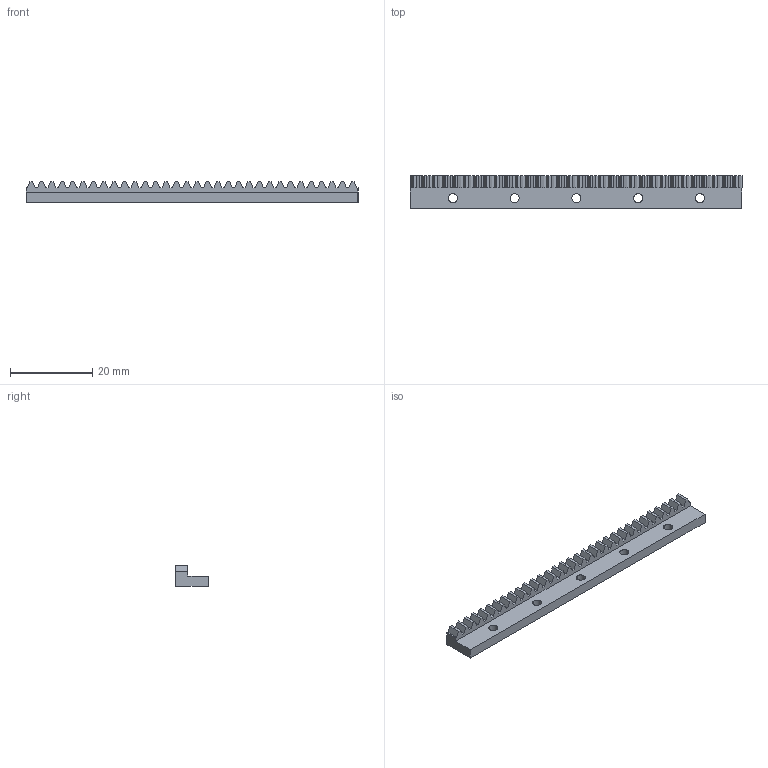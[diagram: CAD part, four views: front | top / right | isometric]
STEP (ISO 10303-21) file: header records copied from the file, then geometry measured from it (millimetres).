
FILE_DESCRIPTION((''),'2;1');
FILE_NAME('','2005-04-20T11:20:29',(''),(''),'','CADfix','');
FILE_SCHEMA(('AUTOMOTIVE_DESIGN'));
Length unit declared in the file: millimetre
Products named in the file (1): rack
Bounding box: 80.64 x 8 x 5 mm (x, y, z)
Volume: 1988.6 mm3; surface area: 2261.5 mm2
Topology: 1 solids, 1 shells, 146 faces, 452 edges, 308 vertices
Faces by surface type: bspline 146
Entity records: 4649 total; most frequent: CARTESIAN_POINT 1957, ORIENTED_EDGE 904, EDGE_CURVE 452, QUASI_UNIFORM_CURVE 412, VERTEX_POINT 308, EDGE_LOOP 156, FACE_OUTER_BOUND 146, ADVANCED_FACE 146
